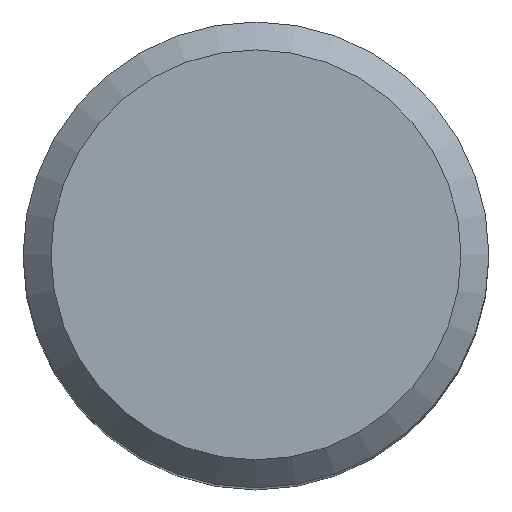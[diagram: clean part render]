
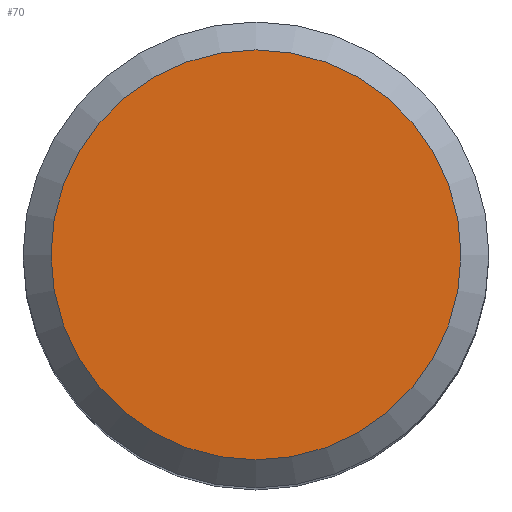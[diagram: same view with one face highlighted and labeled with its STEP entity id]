
A CAD part, top view. The second image highlights one B-rep face of the part: STEP entity #70.
In plain terms, the highlighted planar face has unit normal (0, 0, 1).
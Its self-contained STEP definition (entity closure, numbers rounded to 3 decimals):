
#55=PLANE('',#176);
#61=FACE_OUTER_BOUND('',#92,.T.);
#70=ADVANCED_FACE('',(#61),#55,.F.);
#92=EDGE_LOOP('',(#106));
#106=ORIENTED_EDGE('',*,*,#125,.F.);
#118=VERTEX_POINT('',#243);
#125=EDGE_CURVE('',#118,#118,#132,.T.);
#132=CIRCLE('',#174,11.);
#174=AXIS2_PLACEMENT_3D('',#242,#204,#205);
#176=AXIS2_PLACEMENT_3D('',#245,#208,#209);
#204=DIRECTION('',(0.,0.,-1.));
#205=DIRECTION('',(-1.,0.,0.));
#208=DIRECTION('',(0.,0.,-1.));
#209=DIRECTION('',(-1.,0.,0.));
#242=CARTESIAN_POINT('',(0.,0.,56.));
#243=CARTESIAN_POINT('',(-11.,0.,56.));
#245=CARTESIAN_POINT('',(0.,0.,56.));
